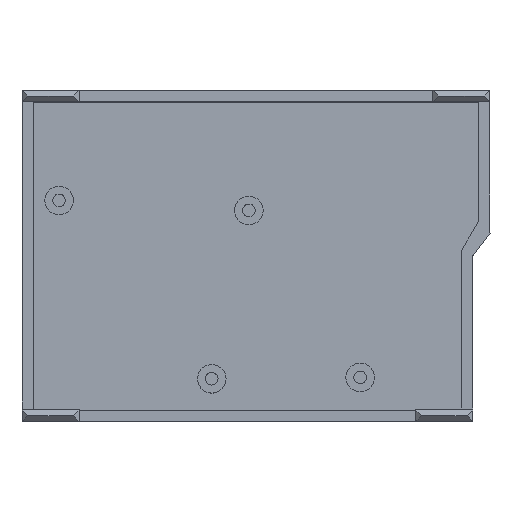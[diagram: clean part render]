
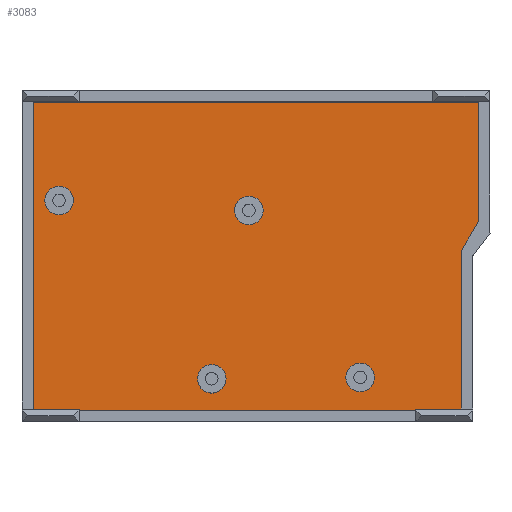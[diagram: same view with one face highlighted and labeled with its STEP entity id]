
A CAD part, top view. The second image highlights one B-rep face of the part: STEP entity #3083.
In plain terms, the highlighted planar face has unit normal (0, 0, 1).
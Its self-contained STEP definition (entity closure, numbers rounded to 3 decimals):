
#79=CIRCLE('',#3318,2.5);
#80=CIRCLE('',#3319,2.5);
#81=CIRCLE('',#3320,2.5);
#82=CIRCLE('',#3321,2.5);
#173=FACE_BOUND('',#540,.T.);
#174=FACE_BOUND('',#541,.T.);
#175=FACE_BOUND('',#542,.T.);
#176=FACE_BOUND('',#543,.T.);
#335=FACE_OUTER_BOUND('',#539,.T.);
#539=EDGE_LOOP('',(#2758,#2759,#2760,#2761,#2762,#2763));
#540=EDGE_LOOP('',(#2764));
#541=EDGE_LOOP('',(#2765));
#542=EDGE_LOOP('',(#2766));
#543=EDGE_LOOP('',(#2767));
#616=LINE('',#4293,#973);
#672=LINE('',#4407,#1029);
#908=LINE('',#4997,#1265);
#909=LINE('',#4999,#1266);
#910=LINE('',#5002,#1267);
#912=LINE('',#5005,#1269);
#973=VECTOR('',#3419,10.);
#1029=VECTOR('',#3501,10.);
#1265=VECTOR('',#4095,10.);
#1266=VECTOR('',#4098,10.);
#1267=VECTOR('',#4101,10.);
#1269=VECTOR('',#4105,10.);
#1325=VERTEX_POINT('',#4290);
#1326=VERTEX_POINT('',#4292);
#1370=VERTEX_POINT('',#4404);
#1371=VERTEX_POINT('',#4406);
#1522=VERTEX_POINT('',#4995);
#1523=VERTEX_POINT('',#5001);
#1524=VERTEX_POINT('',#5008);
#1525=VERTEX_POINT('',#5010);
#1526=VERTEX_POINT('',#5012);
#1527=VERTEX_POINT('',#5014);
#1592=EDGE_CURVE('',#1325,#1326,#616,.T.);
#1649=EDGE_CURVE('',#1370,#1371,#672,.T.);
#1935=EDGE_CURVE('',#1522,#1325,#908,.T.);
#1936=EDGE_CURVE('',#1326,#1370,#909,.T.);
#1937=EDGE_CURVE('',#1371,#1523,#910,.T.);
#1939=EDGE_CURVE('',#1523,#1522,#912,.T.);
#1940=EDGE_CURVE('',#1524,#1524,#79,.T.);
#1941=EDGE_CURVE('',#1525,#1525,#80,.T.);
#1942=EDGE_CURVE('',#1526,#1526,#81,.T.);
#1943=EDGE_CURVE('',#1527,#1527,#82,.T.);
#2758=ORIENTED_EDGE('',*,*,#1936,.F.);
#2759=ORIENTED_EDGE('',*,*,#1592,.F.);
#2760=ORIENTED_EDGE('',*,*,#1935,.F.);
#2761=ORIENTED_EDGE('',*,*,#1939,.F.);
#2762=ORIENTED_EDGE('',*,*,#1937,.F.);
#2763=ORIENTED_EDGE('',*,*,#1649,.F.);
#2764=ORIENTED_EDGE('',*,*,#1940,.T.);
#2765=ORIENTED_EDGE('',*,*,#1941,.T.);
#2766=ORIENTED_EDGE('',*,*,#1942,.T.);
#2767=ORIENTED_EDGE('',*,*,#1943,.T.);
#2920=PLANE('',#3317);
#3083=ADVANCED_FACE('',(#335,#173,#174,#175,#176),#2920,.F.);
#3317=AXIS2_PLACEMENT_3D('',#5007,#4108,#4109);
#3318=AXIS2_PLACEMENT_3D('',#5009,#4110,#4111);
#3319=AXIS2_PLACEMENT_3D('',#5011,#4112,#4113);
#3320=AXIS2_PLACEMENT_3D('',#5013,#4114,#4115);
#3321=AXIS2_PLACEMENT_3D('',#5015,#4116,#4117);
#3419=DIRECTION('',(-1.,0.,0.));
#3501=DIRECTION('',(1.,0.,0.));
#4095=DIRECTION('',(0.,-1.,0.));
#4098=DIRECTION('',(0.,1.,0.));
#4101=DIRECTION('',(0.,-1.,0.));
#4105=DIRECTION('',(-0.514,-0.857,0.));
#4108=DIRECTION('center_axis',(0.,0.,-1.));
#4109=DIRECTION('ref_axis',(1.,0.,0.));
#4110=DIRECTION('center_axis',(0.,0.,-1.));
#4111=DIRECTION('ref_axis',(1.,0.,0.));
#4112=DIRECTION('center_axis',(0.,0.,-1.));
#4113=DIRECTION('ref_axis',(1.,0.,0.));
#4114=DIRECTION('center_axis',(0.,0.,-1.));
#4115=DIRECTION('ref_axis',(1.,0.,0.));
#4116=DIRECTION('center_axis',(0.,0.,-1.));
#4117=DIRECTION('ref_axis',(1.,0.,0.));
#4290=CARTESIAN_POINT('',(105.,-74.,-6.));
#4292=CARTESIAN_POINT('',(30.,-74.,-6.));
#4293=CARTESIAN_POINT('',(105.,-74.,-6.));
#4404=CARTESIAN_POINT('',(30.,-20.,-6.));
#4406=CARTESIAN_POINT('',(108.,-20.,-6.));
#4407=CARTESIAN_POINT('',(30.,-20.,-6.));
#4995=CARTESIAN_POINT('',(105.,-46.,-6.));
#4997=CARTESIAN_POINT('',(105.,-46.,-6.));
#4999=CARTESIAN_POINT('',(30.,-74.,-6.));
#5001=CARTESIAN_POINT('',(108.,-41.,-6.));
#5002=CARTESIAN_POINT('',(108.,-20.,-6.));
#5005=CARTESIAN_POINT('',(108.,-41.,-6.));
#5007=CARTESIAN_POINT('Origin',(69.,-47.,-6.));
#5008=CARTESIAN_POINT('',(32.,-37.25,-6.));
#5009=CARTESIAN_POINT('Origin',(34.5,-37.25,-6.));
#5010=CARTESIAN_POINT('',(65.25,-39.,-6.));
#5011=CARTESIAN_POINT('Origin',(67.75,-39.,-6.));
#5012=CARTESIAN_POINT('',(84.75,-68.25,-6.));
#5013=CARTESIAN_POINT('Origin',(87.25,-68.25,-6.));
#5014=CARTESIAN_POINT('',(58.75,-68.5,-6.));
#5015=CARTESIAN_POINT('Origin',(61.25,-68.5,-6.));
